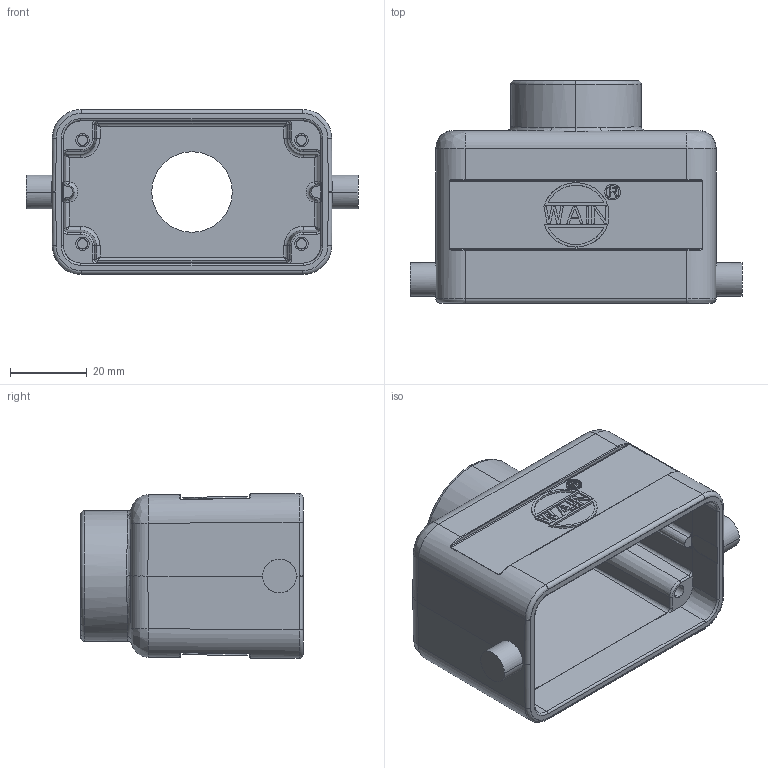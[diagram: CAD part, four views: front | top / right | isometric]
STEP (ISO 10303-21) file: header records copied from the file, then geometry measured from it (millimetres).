
FILE_DESCRIPTION((''),'2;1');
FILE_NAME('3D_1110104301003_H10B-TE-4B-M25','2019-08-08T',('zl.chen'),(''),'PRO/ENGINEER BY PARAMETRIC TECHNOLOGY CORPORATION, 2013430','PRO/ENGINEER BY PARAMETRIC TECHNOLOGY CORPORATION, 2013430','');
FILE_SCHEMA(('CONFIG_CONTROL_DESIGN','SHAPE_APPEARANCE_LAYERS_GROUPS'));
Length unit declared in the file: millimetre
Products named in the file (1): 3D_1110104301003_H10B-TE-4B-M25
Bounding box: 86.5 x 58 x 42.98 mm (x, y, z)
Volume: 45747.9 mm3; surface area: 26633.8 mm2
Topology: 1 solids, 1 shells, 428 faces, 1033 edges, 639 vertices
Faces by surface type: plane 232, cylinder 88, bspline 44, cone 28, torus 24, extrusion 8, sphere 4
Entity records: 15969 total; most frequent: CARTESIAN_POINT 6277, ORIENTED_EDGE 2058, DIRECTION 1838, EDGE_CURVE 1029, VECTOR 664, LINE 656, VERTEX_POINT 639, AXIS2_PLACEMENT_3D 587
